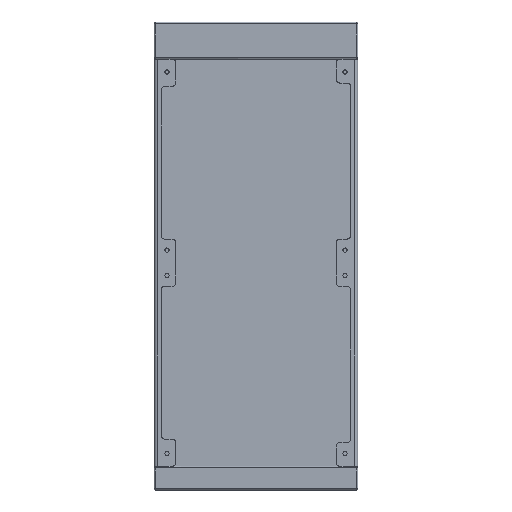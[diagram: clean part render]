
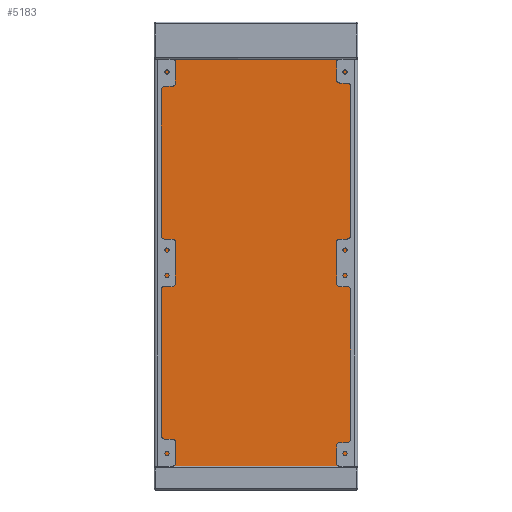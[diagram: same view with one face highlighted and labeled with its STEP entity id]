
A CAD part, front view. The second image highlights one B-rep face of the part: STEP entity #5183.
In plain terms, the highlighted planar face has unit normal (0, -1, 0).
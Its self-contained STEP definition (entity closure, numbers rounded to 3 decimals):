
#708=FACE_OUTER_BOUND('',#1059,.T.);
#1059=EDGE_LOOP('',(#4181,#4182,#4183,#4184,#4185,#4186,#4187,#4188));
#1244=LINE('',#7644,#1699);
#1253=LINE('',#7663,#1708);
#1272=LINE('',#7698,#1727);
#1394=LINE('',#8071,#1849);
#1404=LINE('',#8091,#1859);
#1522=LINE('',#8453,#1977);
#1524=LINE('',#8456,#1979);
#1525=LINE('',#8457,#1980);
#1699=VECTOR('',#5989,10.);
#1708=VECTOR('',#6002,10.);
#1727=VECTOR('',#6029,10.);
#1849=VECTOR('',#6411,10.);
#1859=VECTOR('',#6429,10.);
#1977=VECTOR('',#6805,10.);
#1979=VECTOR('',#6809,10.);
#1980=VECTOR('',#6810,10.);
#2154=VERTEX_POINT('',#7642);
#2155=VERTEX_POINT('',#7643);
#2163=VERTEX_POINT('',#7662);
#2175=VERTEX_POINT('',#7696);
#2295=VERTEX_POINT('',#8068);
#2296=VERTEX_POINT('',#8070);
#2301=VERTEX_POINT('',#8088);
#2302=VERTEX_POINT('',#8090);
#2614=EDGE_CURVE('',#2154,#2155,#1244,.T.);
#2623=EDGE_CURVE('',#2154,#2163,#1253,.T.);
#2642=EDGE_CURVE('',#2175,#2155,#1272,.T.);
#2828=EDGE_CURVE('',#2295,#2296,#1394,.T.);
#2838=EDGE_CURVE('',#2301,#2302,#1404,.T.);
#3020=EDGE_CURVE('',#2175,#2302,#1522,.T.);
#3022=EDGE_CURVE('',#2301,#2296,#1524,.T.);
#3023=EDGE_CURVE('',#2295,#2163,#1525,.T.);
#4181=ORIENTED_EDGE('',*,*,#3020,.T.);
#4182=ORIENTED_EDGE('',*,*,#2838,.F.);
#4183=ORIENTED_EDGE('',*,*,#3022,.T.);
#4184=ORIENTED_EDGE('',*,*,#2828,.F.);
#4185=ORIENTED_EDGE('',*,*,#3023,.T.);
#4186=ORIENTED_EDGE('',*,*,#2623,.F.);
#4187=ORIENTED_EDGE('',*,*,#2614,.T.);
#4188=ORIENTED_EDGE('',*,*,#2642,.F.);
#4993=PLANE('',#5656);
#5183=ADVANCED_FACE('',(#708),#4993,.F.);
#5656=AXIS2_PLACEMENT_3D('',#8455,#6807,#6808);
#5989=DIRECTION('',(0.,0.,1.));
#6002=DIRECTION('',(-1.,0.,0.));
#6029=DIRECTION('',(1.,0.,0.));
#6411=DIRECTION('',(-1.,0.,0.));
#6429=DIRECTION('',(1.,0.,0.));
#6805=DIRECTION('',(-1.,0.,0.));
#6807=DIRECTION('center_axis',(0.,1.,0.));
#6808=DIRECTION('ref_axis',(0.,0.,1.));
#6809=DIRECTION('',(0.,0.,-1.));
#6810=DIRECTION('',(1.,0.,0.));
#7642=CARTESIAN_POINT('',(59.,-9.,0.));
#7643=CARTESIAN_POINT('',(59.,-9.,240.));
#7644=CARTESIAN_POINT('',(59.,-9.,60.));
#7662=CARTESIAN_POINT('',(58.15,-9.,0.));
#7663=CARTESIAN_POINT('',(30.068,-9.,0.));
#7696=CARTESIAN_POINT('',(58.15,-9.,240.));
#7698=CARTESIAN_POINT('',(30.068,-9.,240.));
#8068=CARTESIAN_POINT('',(-58.15,-9.,0.));
#8070=CARTESIAN_POINT('',(-58.73,-9.,0.));
#8071=CARTESIAN_POINT('',(-29.933,-9.,0.));
#8088=CARTESIAN_POINT('',(-58.73,-9.,240.));
#8090=CARTESIAN_POINT('',(-58.15,-9.,240.));
#8091=CARTESIAN_POINT('',(-29.933,-9.,240.));
#8453=CARTESIAN_POINT('',(29.568,-9.,240.));
#8455=CARTESIAN_POINT('Origin',(-53.565,-9.,2.5));
#8456=CARTESIAN_POINT('',(-58.73,-9.,180.));
#8457=CARTESIAN_POINT('',(-29.298,-9.,0.));
